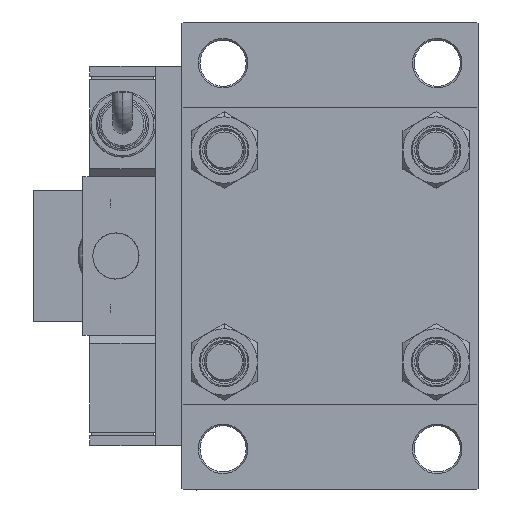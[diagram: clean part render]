
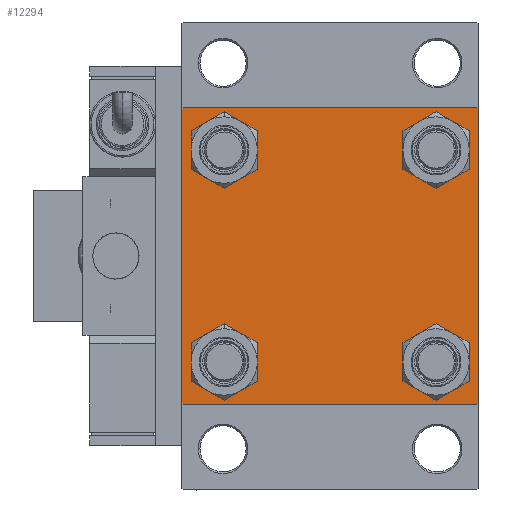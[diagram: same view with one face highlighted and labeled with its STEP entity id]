
A CAD part, left-side view. The second image highlights one B-rep face of the part: STEP entity #12294.
In plain terms, the highlighted planar face has unit normal (-1, 0, 0).
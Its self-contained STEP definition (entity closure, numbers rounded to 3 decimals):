
#103 = CARTESIAN_POINT ( 'NONE',  ( 0., 44.75, 44.75 ) ) ;
#649 = CARTESIAN_POINT ( 'NONE',  ( 0., -44.75, -44.75 ) ) ;
#2866 = EDGE_CURVE ( 'NONE', #34143, #24035, #15510, .T. ) ;
#3006 = ORIENTED_EDGE ( 'NONE', *, *, #33014, .T. ) ;
#3450 = VERTEX_POINT ( 'NONE', #24964 ) ;
#4132 = ORIENTED_EDGE ( 'NONE', *, *, #2866, .T. ) ;
#5149 = CARTESIAN_POINT ( 'NONE',  ( 0., 32.15, 32.15 ) ) ;
#5852 = CARTESIAN_POINT ( 'NONE',  ( 0., 32.15, 25.65 ) ) ;
#5883 = CARTESIAN_POINT ( 'NONE',  ( 0., -44.5, 45. ) ) ;
#6741 = CARTESIAN_POINT ( 'NONE',  ( 0., 44.5, 45. ) ) ;
#7497 = DIRECTION ( 'NONE',  ( 0., 0., 1. ) ) ;
#7531 = DIRECTION ( 'NONE',  ( 0., -1., 0. ) ) ;
#8160 = VECTOR ( 'NONE', #28403, 1000. ) ;
#8216 = CARTESIAN_POINT ( 'NONE',  ( 0., 44.75, -44.75 ) ) ;
#9902 = AXIS2_PLACEMENT_3D ( 'NONE', #51982, #48178, #7497 ) ;
#10023 = VERTEX_POINT ( 'NONE', #32656 ) ;
#10056 = EDGE_CURVE ( 'NONE', #35262, #15996, #43079, .T. ) ;
#11525 = VECTOR ( 'NONE', #31264, 1000. ) ;
#11651 = EDGE_CURVE ( 'NONE', #38458, #30653, #11918, .T. ) ;
#11918 = LINE ( 'NONE', #103, #14052 ) ;
#12294 = ADVANCED_FACE ( 'NONE', ( #21367, #47973, #57029, #48553, #26331 ), #12302, .T. ) ;
#12302 = PLANE ( 'NONE',  #25334 ) ;
#12402 = CARTESIAN_POINT ( 'NONE',  ( 0., 32.15, -38.65 ) ) ;
#12420 = DIRECTION ( 'NONE',  ( 0., 0., 1. ) ) ;
#12743 = ORIENTED_EDGE ( 'NONE', *, *, #36464, .T. ) ;
#12762 = ORIENTED_EDGE ( 'NONE', *, *, #44964, .T. ) ;
#12859 = ORIENTED_EDGE ( 'NONE', *, *, #35782, .T. ) ;
#12867 = EDGE_LOOP ( 'NONE', ( #12743, #35842 ) ) ;
#13414 = CARTESIAN_POINT ( 'NONE',  ( 0., 45., 45. ) ) ;
#13939 = EDGE_LOOP ( 'NONE', ( #14480, #22726 ) ) ;
#14052 = VECTOR ( 'NONE', #44578, 1000. ) ;
#14253 = DIRECTION ( 'NONE',  ( 0., 0., 1. ) ) ;
#14480 = ORIENTED_EDGE ( 'NONE', *, *, #51750, .T. ) ;
#14630 = VERTEX_POINT ( 'NONE', #5883 ) ;
#14736 = CIRCLE ( 'NONE', #29688, 6.5 ) ;
#15141 = CIRCLE ( 'NONE', #16065, 6.5 ) ;
#15269 = DIRECTION ( 'NONE',  ( 0., 0., 1. ) ) ;
#15510 = LINE ( 'NONE', #19914, #8160 ) ;
#15988 = CARTESIAN_POINT ( 'NONE',  ( 0., -32.15, -38.65 ) ) ;
#15996 = VERTEX_POINT ( 'NONE', #16954 ) ;
#16065 = AXIS2_PLACEMENT_3D ( 'NONE', #5149, #18060, #14253 ) ;
#16212 = CARTESIAN_POINT ( 'NONE',  ( 0., 32.15, 32.15 ) ) ;
#16548 = CARTESIAN_POINT ( 'NONE',  ( 0., 32.15, 38.65 ) ) ;
#16954 = CARTESIAN_POINT ( 'NONE',  ( 0., -32.15, -25.65 ) ) ;
#17102 = DIRECTION ( 'NONE',  ( 0., 0., 1. ) ) ;
#17537 = CARTESIAN_POINT ( 'NONE',  ( 0., 0., 0. ) ) ;
#17737 = DIRECTION ( 'NONE',  ( 0., 0., 1. ) ) ;
#17862 = AXIS2_PLACEMENT_3D ( 'NONE', #51351, #41716, #38183 ) ;
#18060 = DIRECTION ( 'NONE',  ( 1., 0., 0. ) ) ;
#19016 = EDGE_CURVE ( 'NONE', #24583, #3450, #47293, .T. ) ;
#19691 = LINE ( 'NONE', #42490, #29887 ) ;
#19806 = AXIS2_PLACEMENT_3D ( 'NONE', #16212, #34942, #12420 ) ;
#19914 = CARTESIAN_POINT ( 'NONE',  ( 0., 45., -45. ) ) ;
#20183 = ORIENTED_EDGE ( 'NONE', *, *, #45551, .T. ) ;
#21367 = FACE_BOUND ( 'NONE', #22431, .T. ) ;
#21419 = LINE ( 'NONE', #8216, #28079 ) ;
#22112 = CARTESIAN_POINT ( 'NONE',  ( 0., -32.15, 25.65 ) ) ;
#22318 = CARTESIAN_POINT ( 'NONE',  ( 0., -44.5, -45. ) ) ;
#22426 = DIRECTION ( 'NONE',  ( 1., 0., 0. ) ) ;
#22431 = EDGE_LOOP ( 'NONE', ( #12762, #48966 ) ) ;
#22726 = ORIENTED_EDGE ( 'NONE', *, *, #10056, .T. ) ;
#23487 = CARTESIAN_POINT ( 'NONE',  ( 0., -44.75, 44.75 ) ) ;
#24035 = VERTEX_POINT ( 'NONE', #22318 ) ;
#24249 = AXIS2_PLACEMENT_3D ( 'NONE', #47813, #47514, #17102 ) ;
#24583 = VERTEX_POINT ( 'NONE', #22112 ) ;
#24884 = VERTEX_POINT ( 'NONE', #12402 ) ;
#24964 = CARTESIAN_POINT ( 'NONE',  ( 0., -32.15, 38.65 ) ) ;
#25334 = AXIS2_PLACEMENT_3D ( 'NONE', #17537, #47679, #38901 ) ;
#25386 = VECTOR ( 'NONE', #37508, 1000. ) ;
#26331 = FACE_OUTER_BOUND ( 'NONE', #32249, .T. ) ;
#26706 = ORIENTED_EDGE ( 'NONE', *, *, #39838, .T. ) ;
#26938 = VERTEX_POINT ( 'NONE', #57183 ) ;
#27188 = AXIS2_PLACEMENT_3D ( 'NONE', #40827, #22426, #17737 ) ;
#27346 = ORIENTED_EDGE ( 'NONE', *, *, #35582, .T. ) ;
#27676 = ORIENTED_EDGE ( 'NONE', *, *, #29310, .F. ) ;
#28079 = VECTOR ( 'NONE', #40394, 1000. ) ;
#28403 = DIRECTION ( 'NONE',  ( 0., -1., 0. ) ) ;
#28843 = CARTESIAN_POINT ( 'NONE',  ( 0., -45., -44.5 ) ) ;
#29310 = EDGE_CURVE ( 'NONE', #10023, #54377, #19691, .T. ) ;
#29625 = DIRECTION ( 'NONE',  ( 0., 0., -1. ) ) ;
#29688 = AXIS2_PLACEMENT_3D ( 'NONE', #44350, #31203, #44929 ) ;
#29887 = VECTOR ( 'NONE', #29625, 1000. ) ;
#30653 = VERTEX_POINT ( 'NONE', #43608 ) ;
#30913 = CIRCLE ( 'NONE', #27188, 6.5 ) ;
#31203 = DIRECTION ( 'NONE',  ( 1., 0., 0. ) ) ;
#31264 = DIRECTION ( 'NONE',  ( 0., 0., -1. ) ) ;
#31740 = CIRCLE ( 'NONE', #24249, 6.5 ) ;
#31891 = VECTOR ( 'NONE', #31980, 1000. ) ;
#31980 = DIRECTION ( 'NONE',  ( 0., -0.707, 0.707 ) ) ;
#32249 = EDGE_LOOP ( 'NONE', ( #26706, #3006, #4132, #27346, #27676, #12859, #51301, #37906 ) ) ;
#32656 = CARTESIAN_POINT ( 'NONE',  ( 0., -45., 44.5 ) ) ;
#33014 = EDGE_CURVE ( 'NONE', #48633, #34143, #21419, .T. ) ;
#34143 = VERTEX_POINT ( 'NONE', #53490 ) ;
#34796 = LINE ( 'NONE', #13414, #11525 ) ;
#34942 = DIRECTION ( 'NONE',  ( 1., 0., 0. ) ) ;
#35262 = VERTEX_POINT ( 'NONE', #15988 ) ;
#35582 = EDGE_CURVE ( 'NONE', #24035, #54377, #53611, .T. ) ;
#35733 = CIRCLE ( 'NONE', #19806, 6.5 ) ;
#35782 = EDGE_CURVE ( 'NONE', #10023, #14630, #46267, .T. ) ;
#35842 = ORIENTED_EDGE ( 'NONE', *, *, #56359, .T. ) ;
#36464 = EDGE_CURVE ( 'NONE', #54415, #42918, #35733, .T. ) ;
#37123 = ORIENTED_EDGE ( 'NONE', *, *, #51490, .T. ) ;
#37212 = CARTESIAN_POINT ( 'NONE',  ( 0., -32.15, 32.15 ) ) ;
#37508 = DIRECTION ( 'NONE',  ( 0., 0.707, 0.707 ) ) ;
#37906 = ORIENTED_EDGE ( 'NONE', *, *, #11651, .T. ) ;
#38183 = DIRECTION ( 'NONE',  ( 0., 0., 1. ) ) ;
#38458 = VERTEX_POINT ( 'NONE', #6741 ) ;
#38618 = CARTESIAN_POINT ( 'NONE',  ( 0., 45., -44.5 ) ) ;
#38901 = DIRECTION ( 'NONE',  ( 0., 0., 1. ) ) ;
#39271 = EDGE_LOOP ( 'NONE', ( #20183, #37123 ) ) ;
#39838 = EDGE_CURVE ( 'NONE', #30653, #48633, #34796, .T. ) ;
#40394 = DIRECTION ( 'NONE',  ( 0., -0.707, -0.707 ) ) ;
#40827 = CARTESIAN_POINT ( 'NONE',  ( 0., 32.15, -32.15 ) ) ;
#41716 = DIRECTION ( 'NONE',  ( 1., 0., 0. ) ) ;
#41803 = CARTESIAN_POINT ( 'NONE',  ( 0., 45., 45. ) ) ;
#42374 = LINE ( 'NONE', #41803, #56214 ) ;
#42490 = CARTESIAN_POINT ( 'NONE',  ( 0., -45., 45. ) ) ;
#42918 = VERTEX_POINT ( 'NONE', #5852 ) ;
#43079 = CIRCLE ( 'NONE', #17862, 6.5 ) ;
#43608 = CARTESIAN_POINT ( 'NONE',  ( 0., 45., 44.5 ) ) ;
#44350 = CARTESIAN_POINT ( 'NONE',  ( 0., 32.15, -32.15 ) ) ;
#44578 = DIRECTION ( 'NONE',  ( 0., 0.707, -0.707 ) ) ;
#44929 = DIRECTION ( 'NONE',  ( 0., 0., 1. ) ) ;
#44964 = EDGE_CURVE ( 'NONE', #3450, #24583, #52069, .T. ) ;
#45551 = EDGE_CURVE ( 'NONE', #26938, #24884, #14736, .T. ) ;
#46267 = LINE ( 'NONE', #23487, #25386 ) ;
#46463 = AXIS2_PLACEMENT_3D ( 'NONE', #37212, #54177, #15269 ) ;
#47293 = CIRCLE ( 'NONE', #9902, 6.5 ) ;
#47514 = DIRECTION ( 'NONE',  ( 1., 0., 0. ) ) ;
#47679 = DIRECTION ( 'NONE',  ( -1., 0., 0. ) ) ;
#47813 = CARTESIAN_POINT ( 'NONE',  ( 0., -32.15, -32.15 ) ) ;
#47973 = FACE_BOUND ( 'NONE', #13939, .T. ) ;
#48178 = DIRECTION ( 'NONE',  ( 1., 0., 0. ) ) ;
#48553 = FACE_BOUND ( 'NONE', #12867, .T. ) ;
#48633 = VERTEX_POINT ( 'NONE', #38618 ) ;
#48966 = ORIENTED_EDGE ( 'NONE', *, *, #19016, .T. ) ;
#51301 = ORIENTED_EDGE ( 'NONE', *, *, #57145, .F. ) ;
#51351 = CARTESIAN_POINT ( 'NONE',  ( 0., -32.15, -32.15 ) ) ;
#51490 = EDGE_CURVE ( 'NONE', #24884, #26938, #30913, .T. ) ;
#51750 = EDGE_CURVE ( 'NONE', #15996, #35262, #31740, .T. ) ;
#51982 = CARTESIAN_POINT ( 'NONE',  ( 0., -32.15, 32.15 ) ) ;
#52069 = CIRCLE ( 'NONE', #46463, 6.5 ) ;
#53490 = CARTESIAN_POINT ( 'NONE',  ( 0., 44.5, -45. ) ) ;
#53611 = LINE ( 'NONE', #649, #31891 ) ;
#54177 = DIRECTION ( 'NONE',  ( 1., 0., 0. ) ) ;
#54377 = VERTEX_POINT ( 'NONE', #28843 ) ;
#54415 = VERTEX_POINT ( 'NONE', #16548 ) ;
#56214 = VECTOR ( 'NONE', #7531, 1000. ) ;
#56359 = EDGE_CURVE ( 'NONE', #42918, #54415, #15141, .T. ) ;
#57029 = FACE_BOUND ( 'NONE', #39271, .T. ) ;
#57145 = EDGE_CURVE ( 'NONE', #38458, #14630, #42374, .T. ) ;
#57183 = CARTESIAN_POINT ( 'NONE',  ( 0., 32.15, -25.65 ) ) ;
